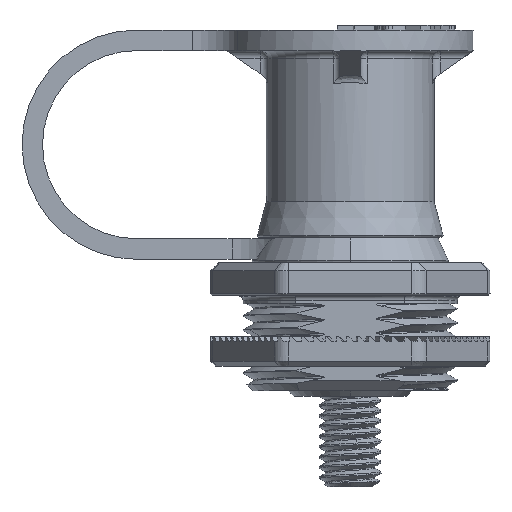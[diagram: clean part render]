
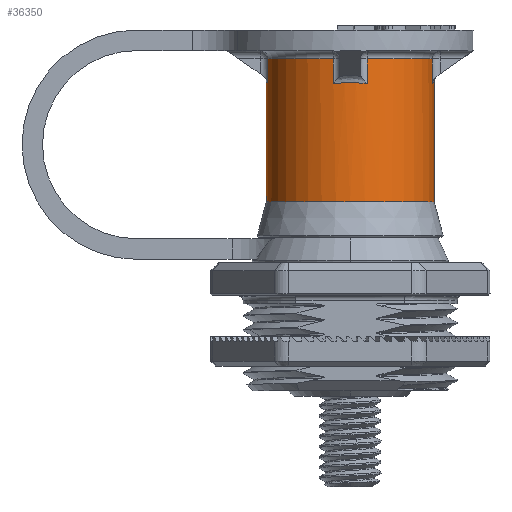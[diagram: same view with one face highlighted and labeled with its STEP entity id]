
A CAD part, left-side view. The second image highlights one B-rep face of the part: STEP entity #36350.
In plain terms, the highlighted cylindrical face has radius 12.954 mm (diameter 25.908 mm), a partial arc.
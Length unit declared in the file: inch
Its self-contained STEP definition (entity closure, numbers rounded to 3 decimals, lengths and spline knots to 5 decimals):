
#31215=CARTESIAN_POINT('',(0.,1.22,0.));
#31216=DIRECTION('',(0.,1.,0.));
#31217=DIRECTION('',(-0.201,0.,-0.98));
#31218=AXIS2_PLACEMENT_3D('',#31215,#31216,#31217);
#31230=CARTESIAN_POINT('',(0.,1.22,0.));
#31231=DIRECTION('',(0.,1.,0.));
#31232=DIRECTION('',(-0.98,0.,0.201));
#31233=AXIS2_PLACEMENT_3D('',#31230,#31231,#31232);
#31246=DIRECTION('',(0.,1.,0.));
#31247=VECTOR('',#31246,0.15207);
#31248=CARTESIAN_POINT('',(-0.10246,1.06793,
-0.4996));
#31249=LINE('',#31248,#31247);
#31250=DIRECTION('',(0.,-1.,0.));
#31251=VECTOR('',#31250,0.15207);
#31252=CARTESIAN_POINT('',(-0.4996,1.22,-0.10246));
#31253=LINE('',#31252,#31251);
#31254=CARTESIAN_POINT('',(-0.4996,1.06793,
-0.10246));
#31255=CARTESIAN_POINT('',(-0.501,1.069,
-0.09567));
#31256=CARTESIAN_POINT('',(-0.5035,1.07092,
-0.08205));
#31257=CARTESIAN_POINT('',(-0.50641,1.07316,
-0.06159));
#31258=CARTESIAN_POINT('',(-0.50848,1.07475,
-0.04108));
#31259=CARTESIAN_POINT('',(-0.50972,1.07571,
-0.02055));
#31260=CARTESIAN_POINT('',(-0.51014,1.07603,
0.));
#31261=CARTESIAN_POINT('',(-0.50972,1.07571,
0.02055));
#31262=CARTESIAN_POINT('',(-0.50848,1.07475,
0.04108));
#31263=CARTESIAN_POINT('',(-0.50641,1.07316,
0.06159));
#31264=CARTESIAN_POINT('',(-0.5035,1.07092,
0.08205));
#31265=CARTESIAN_POINT('',(-0.501,1.069,
0.09567));
#31266=CARTESIAN_POINT('',(-0.4996,1.06793,
0.10246));
#31268=DIRECTION('',(0.,1.,0.));
#31269=VECTOR('',#31268,0.15207);
#31270=CARTESIAN_POINT('',(-0.4996,1.06793,
0.10246));
#31271=LINE('',#31270,#31269);
#31272=DIRECTION('',(0.,-1.,0.));
#31273=VECTOR('',#31272,0.15207);
#31274=CARTESIAN_POINT('',(-0.10246,1.22,0.4996));
#31275=LINE('',#31274,#31273);
#31276=CARTESIAN_POINT('',(-0.10246,1.06793,
0.4996));
#31277=CARTESIAN_POINT('',(-0.09564,1.069,
0.501));
#31278=CARTESIAN_POINT('',(-0.08198,1.07093,
0.50351));
#31279=CARTESIAN_POINT('',(-0.06144,1.07317,
0.50643));
#31280=CARTESIAN_POINT('',(-0.04089,1.07477,
0.5085));
#31281=CARTESIAN_POINT('',(-0.02039,1.07571,
0.50973));
#31282=CARTESIAN_POINT('',(-0.00678,1.07592,
0.51));
#31283=CARTESIAN_POINT('',(0.,1.07592,0.51));
#31285=DIRECTION('',(0.,1.,0.));
#31286=VECTOR('',#31285,0.72583);
#31287=CARTESIAN_POINT('',(0.,0.35009,0.51));
#31288=LINE('',#31287,#31286);
#31289=CARTESIAN_POINT('',(0.,0.35009,0.));
#31290=DIRECTION('',(0.,1.,0.));
#31291=DIRECTION('',(0.,0.,-1.));
#31292=AXIS2_PLACEMENT_3D('',#31289,#31290,#31291);
#31294=DIRECTION('',(0.,1.,0.));
#31295=VECTOR('',#31294,0.72583);
#31296=CARTESIAN_POINT('',(0.,0.35009,-0.51));
#31297=LINE('',#31296,#31295);
#31298=CARTESIAN_POINT('',(0.,1.07592,-0.51));
#31299=CARTESIAN_POINT('',(-0.00678,1.07592,
-0.51));
#31300=CARTESIAN_POINT('',(-0.02039,1.07571,
-0.50973));
#31301=CARTESIAN_POINT('',(-0.04089,1.07477,
-0.5085));
#31302=CARTESIAN_POINT('',(-0.06144,1.07317,
-0.50643));
#31303=CARTESIAN_POINT('',(-0.08198,1.07093,
-0.50351));
#31304=CARTESIAN_POINT('',(-0.09564,1.069,
-0.501));
#31305=CARTESIAN_POINT('',(-0.10246,1.06793,
-0.4996));
#34663=CARTESIAN_POINT('',(0.,0.35009,-0.51));
#34665=VERTEX_POINT('',#34663);
#34671=CARTESIAN_POINT('',(0.,0.35009,0.51));
#34673=VERTEX_POINT('',#34671);
#35328=CARTESIAN_POINT('',(-0.10246,1.22,-0.4996));
#35329=VERTEX_POINT('',#35328);
#35332=CARTESIAN_POINT('',(-0.10246,1.06793,
-0.4996));
#35333=VERTEX_POINT('',#35332);
#35334=VERTEX_POINT('',#31298);
#35350=CARTESIAN_POINT('',(-0.4996,1.22,0.10246));
#35352=VERTEX_POINT('',#35350);
#35356=CARTESIAN_POINT('',(-0.4996,1.06793,
0.10246));
#35357=VERTEX_POINT('',#35356);
#35358=VERTEX_POINT('',#31254);
#35364=CARTESIAN_POINT('',(-0.4996,1.22,-0.10246));
#35366=VERTEX_POINT('',#35364);
#35381=VERTEX_POINT('',#31276);
#35382=VERTEX_POINT('',#31283);
#35388=CARTESIAN_POINT('',(-0.10246,1.22,0.4996));
#35390=VERTEX_POINT('',#35388);
#36325=CARTESIAN_POINT('',(0.,1.458,0.));
#36326=DIRECTION('',(0.,-1.,0.));
#36327=DIRECTION('',(0.,0.,1.));
#36328=AXIS2_PLACEMENT_3D('',#36325,#36326,#36327);
#36329=CYLINDRICAL_SURFACE('',#36328,0.51);
#36330=ORIENTED_EDGE('',*,*,#36317,.T.);
#36331=ORIENTED_EDGE('',*,*,#36279,.T.);
#36333=ORIENTED_EDGE('',*,*,#36332,.T.);
#36335=ORIENTED_EDGE('',*,*,#36334,.T.);
#36337=ORIENTED_EDGE('',*,*,#36336,.T.);
#36338=ORIENTED_EDGE('',*,*,#36293,.T.);
#36340=ORIENTED_EDGE('',*,*,#36339,.T.);
#36342=ORIENTED_EDGE('',*,*,#36341,.T.);
#36343=ORIENTED_EDGE('',*,*,#35713,.F.);
#36344=ORIENTED_EDGE('',*,*,#35672,.F.);
#36345=ORIENTED_EDGE('',*,*,#35710,.T.);
#36347=ORIENTED_EDGE('',*,*,#36346,.T.);
#36348=EDGE_LOOP('',(#36330,#36331,#36333,#36335,#36337,#36338,#36340,#36342,
#36343,#36344,#36345,#36347));
#36349=FACE_OUTER_BOUND('',#36348,.F.);
#36350=ADVANCED_FACE('',(#36349),#36329,.T.);
#31219=CIRCLE('',#31218,0.51);
#31234=CIRCLE('',#31233,0.51);
#31267=B_SPLINE_CURVE_WITH_KNOTS('',3,(#31254,#31255,#31256,#31257,#31258,
#31259,#31260,#31261,#31262,#31263,#31264,#31265,#31266),.UNSPECIFIED.,.F.,.F.,(
4,1,1,1,1,1,1,1,1,1,4),(0.,0.1,0.2,0.3,0.4,0.5,0.6,0.7,0.8,
0.9,1.),.UNSPECIFIED.);
#31284=B_SPLINE_CURVE_WITH_KNOTS('',3,(#31276,#31277,#31278,#31279,#31280,
#31281,#31282,#31283),.UNSPECIFIED.,.F.,.F.,(4,1,1,1,1,4),(0.,0.2,0.4,
0.6,0.8,1.),.UNSPECIFIED.);
#31293=CIRCLE('',#31292,0.51);
#31306=B_SPLINE_CURVE_WITH_KNOTS('',3,(#31298,#31299,#31300,#31301,#31302,
#31303,#31304,#31305),.UNSPECIFIED.,.F.,.F.,(4,1,1,1,1,4),(0.,0.2,0.4,
0.6,0.8,1.),.UNSPECIFIED.);
#35672=EDGE_CURVE('',#34665,#34673,#31293,.T.);
#35710=EDGE_CURVE('',#34665,#35334,#31297,.T.);
#35713=EDGE_CURVE('',#34673,#35382,#31288,.T.);
#36279=EDGE_CURVE('',#35329,#35366,#31219,.T.);
#36293=EDGE_CURVE('',#35352,#35390,#31234,.T.);
#36317=EDGE_CURVE('',#35333,#35329,#31249,.T.);
#36332=EDGE_CURVE('',#35366,#35358,#31253,.T.);
#36334=EDGE_CURVE('',#35358,#35357,#31267,.T.);
#36336=EDGE_CURVE('',#35357,#35352,#31271,.T.);
#36339=EDGE_CURVE('',#35390,#35381,#31275,.T.);
#36341=EDGE_CURVE('',#35381,#35382,#31284,.T.);
#36346=EDGE_CURVE('',#35334,#35333,#31306,.T.);
